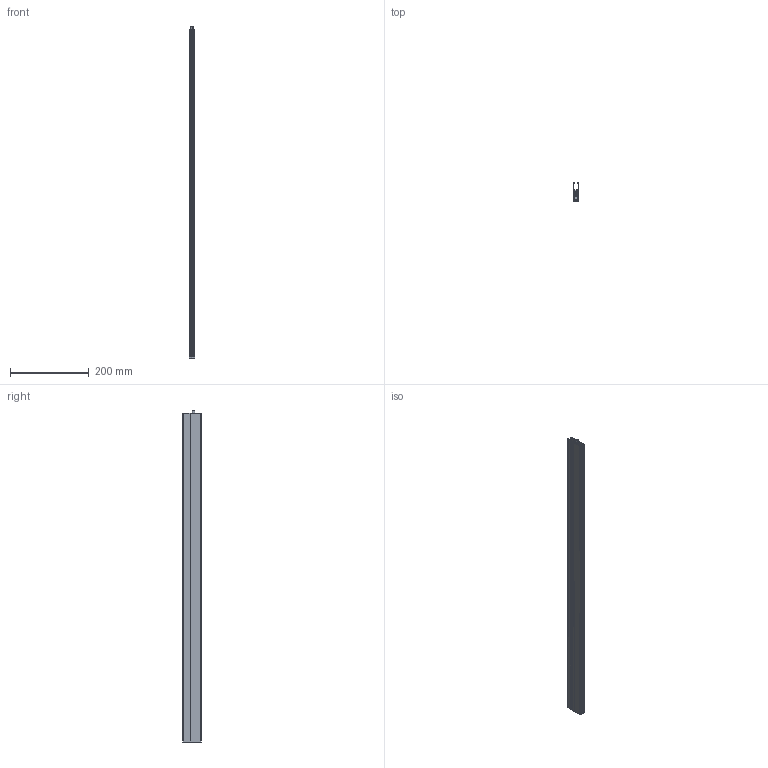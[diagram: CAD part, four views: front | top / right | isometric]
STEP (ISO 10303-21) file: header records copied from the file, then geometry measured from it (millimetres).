
FILE_DESCRIPTION (( 'STEP AP203' ), '1' );
FILE_NAME ('KG F10 schmal 834.STEP', '2025-03-07T13:56:59', ( '' ), ( '' ), 'SwSTEP 2.0', 'SolidWorks 2023', '' );
FILE_SCHEMA (( 'CONFIG_CONTROL_DESIGN' ));
Length unit declared in the file: millimetre
Products named in the file (5): Betätigungsteil_WA; Schutzprofil KG F10 schmal_834; KG F10 schmal 834; Aussengehäuse_WA_830; Innengeometrie_WA_830
Assembly tree (4 placements, depth 2):
  KG F10 schmal 834
    Aussengehäuse_WA_830
    Betätigungsteil_WA
    Innengeometrie_WA_830
    Schutzprofil KG F10 schmal_834
Bounding box: 13.5 x 46 x 842 mm (x, y, z)
Volume: 234513.9 mm3; surface area: 376607.4 mm2
Topology: 19 solids, 19 shells, 704 faces, 1990 edges, 1326 vertices
Faces by surface type: plane 348, bspline 290, cylinder 64, torus 2
Entity records: 37306 total; most frequent: CARTESIAN_POINT 20278, ORIENTED_EDGE 3980, DIRECTION 2386, EDGE_CURVE 1990, VERTEX_POINT 1326, VECTOR 1276, LINE 1276, EDGE_LOOP 786
